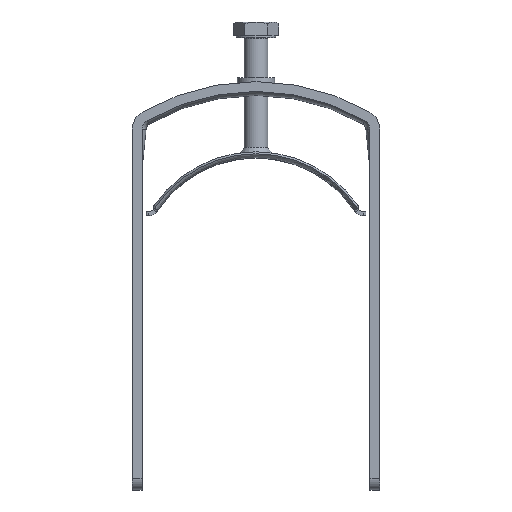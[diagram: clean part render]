
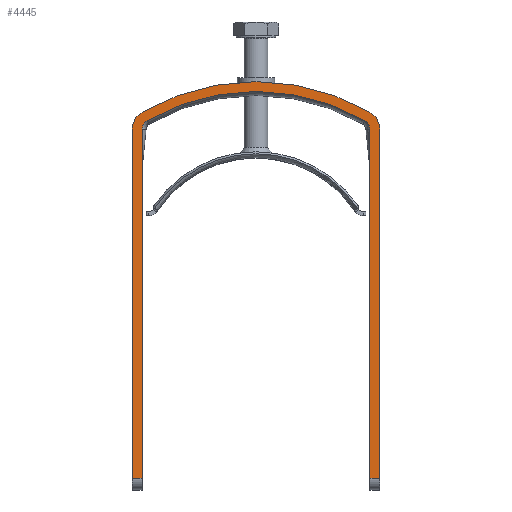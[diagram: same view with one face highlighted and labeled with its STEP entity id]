
A CAD part, top view. The second image highlights one B-rep face of the part: STEP entity #4445.
In plain terms, the highlighted face is planar.
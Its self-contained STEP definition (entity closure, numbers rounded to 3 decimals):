
#277 = FACE_OUTER_BOUND ( 'NONE', #3428, .T. ) ;
#507 = ORIENTED_EDGE ( 'NONE', *, *, #3842, .F. ) ;
#592 = ORIENTED_EDGE ( 'NONE', *, *, #3844, .T. ) ;
#593 = ORIENTED_EDGE ( 'NONE', *, *, #3826, .T. ) ;
#595 = ORIENTED_EDGE ( 'NONE', *, *, #3833, .T. ) ;
#596 = ORIENTED_EDGE ( 'NONE', *, *, #3872, .T. ) ;
#598 = ORIENTED_EDGE ( 'NONE', *, *, #3843, .F. ) ;
#599 = ORIENTED_EDGE ( 'NONE', *, *, #3830, .F. ) ;
#600 = ORIENTED_EDGE ( 'NONE', *, *, #3828, .T. ) ;
#603 = ORIENTED_EDGE ( 'NONE', *, *, #3871, .T. ) ;
#605 = ORIENTED_EDGE ( 'NONE', *, *, #3861, .T. ) ;
#606 = ORIENTED_EDGE ( 'NONE', *, *, #3869, .F. ) ;
#609 = ORIENTED_EDGE ( 'NONE', *, *, #3870, .F. ) ;
#807 = AXIS2_PLACEMENT_3D ( 'NONE', #2517, #2518, #2519 ) ;
#808 = AXIS2_PLACEMENT_3D ( 'NONE', #2523, #2524, #2525 ) ;
#809 = AXIS2_PLACEMENT_3D ( 'NONE', #2529, #2530, #2531 ) ;
#811 = AXIS2_PLACEMENT_3D ( 'NONE', #2539, #2540, #2541 ) ;
#812 = AXIS2_PLACEMENT_3D ( 'NONE', #2561, #2562, #2563 ) ;
#820 = AXIS2_PLACEMENT_3D ( 'NONE', #2628, #2629, #2630 ) ;
#1970 = VECTOR ( 'NONE', #2634, 1000. ) ;
#1972 = VECTOR ( 'NONE', #2632, 1000. ) ;
#1973 = LINE ( 'NONE', #2633, #1970 ) ;
#1974 = VECTOR ( 'NONE', #2621, 1000. ) ;
#1975 = LINE ( 'NONE', #2631, #1972 ) ;
#1978 = CIRCLE ( 'NONE', #820, 58. ) ;
#1986 = LINE ( 'NONE', #2627, #1974 ) ;
#1988 = VECTOR ( 'NONE', #2588, 1000. ) ;
#1993 = LINE ( 'NONE', #2605, #1988 ) ;
#2014 = VECTOR ( 'NONE', #2566, 1000. ) ;
#2016 = VECTOR ( 'NONE', #2564, 1000. ) ;
#2018 = LINE ( 'NONE', #2560, #2016 ) ;
#2020 = CIRCLE ( 'NONE', #812, 5. ) ;
#2022 = LINE ( 'NONE', #2565, #2014 ) ;
#2033 = CIRCLE ( 'NONE', #811, 2.5 ) ;
#2038 = CIRCLE ( 'NONE', #809, 5. ) ;
#2039 = CIRCLE ( 'NONE', #808, 55.5 ) ;
#2046 = CIRCLE ( 'NONE', #807, 2.5 ) ;
#2100 = CARTESIAN_POINT ( 'NONE',  ( 26.5, 12.101, -12.5 ) ) ;
#2102 = PLANE ( 'NONE',  #4852 ) ;
#2105 = DIRECTION ( 'NONE',  ( 0., 0., 1. ) ) ;
#2106 = DIRECTION ( 'NONE',  ( 1., 0., 0. ) ) ;
#2517 = CARTESIAN_POINT ( 'NONE',  ( 26.5, 12.101, -12.5 ) ) ;
#2518 = DIRECTION ( 'NONE',  ( 0., 0., 1. ) ) ;
#2519 = DIRECTION ( 'NONE',  ( 1., 0., 0. ) ) ;
#2523 = CARTESIAN_POINT ( 'NONE',  ( 0., 58., -12.5 ) ) ;
#2524 = DIRECTION ( 'NONE',  ( 0., 0., 1. ) ) ;
#2525 = DIRECTION ( 'NONE',  ( 1., 0., 0. ) ) ;
#2529 = CARTESIAN_POINT ( 'NONE',  ( -26.5, 12.101, -12.5 ) ) ;
#2530 = DIRECTION ( 'NONE',  ( 0., 0., 1. ) ) ;
#2531 = DIRECTION ( 'NONE',  ( -1., 0., 0. ) ) ;
#2539 = CARTESIAN_POINT ( 'NONE',  ( -26.5, 12.101, -12.5 ) ) ;
#2540 = DIRECTION ( 'NONE',  ( 0., 0., 1. ) ) ;
#2541 = DIRECTION ( 'NONE',  ( 1., 0., 0. ) ) ;
#2560 = CARTESIAN_POINT ( 'NONE',  ( -31.5, 107., -12.5 ) ) ;
#2561 = CARTESIAN_POINT ( 'NONE',  ( 26.5, 12.101, -12.5 ) ) ;
#2562 = DIRECTION ( 'NONE',  ( 0., 0., 1. ) ) ;
#2563 = DIRECTION ( 'NONE',  ( 1., 0., 0. ) ) ;
#2564 = DIRECTION ( 'NONE',  ( 0., -1., 0. ) ) ;
#2565 = CARTESIAN_POINT ( 'NONE',  ( 29., 107., -12.5 ) ) ;
#2566 = DIRECTION ( 'NONE',  ( 0., 1., 0. ) ) ;
#2588 = DIRECTION ( 'NONE',  ( 1., 0., 0. ) ) ;
#2605 = CARTESIAN_POINT ( 'NONE',  ( -31.556, 101., -12.5 ) ) ;
#2621 = DIRECTION ( 'NONE',  ( 0., 1., 0. ) ) ;
#2627 = CARTESIAN_POINT ( 'NONE',  ( 31.5, 107., -12.5 ) ) ;
#2628 = CARTESIAN_POINT ( 'NONE',  ( 0., 58., -12.5 ) ) ;
#2629 = DIRECTION ( 'NONE',  ( 0., 0., 1. ) ) ;
#2630 = DIRECTION ( 'NONE',  ( 1., 0., 0. ) ) ;
#2631 = CARTESIAN_POINT ( 'NONE',  ( -31.556, 101., -12.5 ) ) ;
#2632 = DIRECTION ( 'NONE',  ( 1., 0., 0. ) ) ;
#2633 = CARTESIAN_POINT ( 'NONE',  ( -29., 107., -12.5 ) ) ;
#2634 = DIRECTION ( 'NONE',  ( 0., -1., 0. ) ) ;
#3428 = EDGE_LOOP ( 'NONE', ( #605, #609, #507, #606, #599, #598, #603, #596, #595, #600, #593, #592 ) ) ;
#3826 = EDGE_CURVE ( 'NONE', #4057, #4055, #2046, .T. ) ;
#3828 = EDGE_CURVE ( 'NONE', #4063, #4057, #2039, .T. ) ;
#3830 = EDGE_CURVE ( 'NONE', #4052, #4049, #2038, .T. ) ;
#3833 = EDGE_CURVE ( 'NONE', #4058, #4063, #2033, .T. ) ;
#3842 = EDGE_CURVE ( 'NONE', #4054, #4051, #2020, .T. ) ;
#3843 = EDGE_CURVE ( 'NONE', #4065, #4052, #2018, .T. ) ;
#3844 = EDGE_CURVE ( 'NONE', #4055, #4056, #2022, .T. ) ;
#3861 = EDGE_CURVE ( 'NONE', #4056, #4050, #1993, .T. ) ;
#3869 = EDGE_CURVE ( 'NONE', #4049, #4054, #1978, .T. ) ;
#3870 = EDGE_CURVE ( 'NONE', #4051, #4050, #1986, .T. ) ;
#3871 = EDGE_CURVE ( 'NONE', #4065, #4053, #1975, .T. ) ;
#3872 = EDGE_CURVE ( 'NONE', #4053, #4058, #1973, .T. ) ;
#4049 = VERTEX_POINT ( 'NONE', #5272 ) ;
#4050 = VERTEX_POINT ( 'NONE', #5273 ) ;
#4051 = VERTEX_POINT ( 'NONE', #5274 ) ;
#4052 = VERTEX_POINT ( 'NONE', #5275 ) ;
#4053 = VERTEX_POINT ( 'NONE', #5276 ) ;
#4054 = VERTEX_POINT ( 'NONE', #5277 ) ;
#4055 = VERTEX_POINT ( 'NONE', #5278 ) ;
#4056 = VERTEX_POINT ( 'NONE', #5279 ) ;
#4057 = VERTEX_POINT ( 'NONE', #5280 ) ;
#4058 = VERTEX_POINT ( 'NONE', #5281 ) ;
#4063 = VERTEX_POINT ( 'NONE', #5286 ) ;
#4065 = VERTEX_POINT ( 'NONE', #5288 ) ;
#4445 = ADVANCED_FACE ( 'NONE', ( #277 ), #2102, .F. ) ;
#4852 = AXIS2_PLACEMENT_3D ( 'NONE', #2100, #2105, #2106 ) ;
#5272 = CARTESIAN_POINT ( 'NONE',  ( -29., 7.771, -12.5 ) ) ;
#5273 = CARTESIAN_POINT ( 'NONE',  ( 31.5, 101., -12.5 ) ) ;
#5274 = CARTESIAN_POINT ( 'NONE',  ( 31.5, 12.101, -12.5 ) ) ;
#5275 = CARTESIAN_POINT ( 'NONE',  ( -31.5, 12.101, -12.5 ) ) ;
#5276 = CARTESIAN_POINT ( 'NONE',  ( -29., 101., -12.5 ) ) ;
#5277 = CARTESIAN_POINT ( 'NONE',  ( 29., 7.771, -12.5 ) ) ;
#5278 = CARTESIAN_POINT ( 'NONE',  ( 29., 12.101, -12.5 ) ) ;
#5279 = CARTESIAN_POINT ( 'NONE',  ( 29., 101., -12.5 ) ) ;
#5280 = CARTESIAN_POINT ( 'NONE',  ( 27.75, 9.936, -12.5 ) ) ;
#5281 = CARTESIAN_POINT ( 'NONE',  ( -29., 12.101, -12.5 ) ) ;
#5286 = CARTESIAN_POINT ( 'NONE',  ( -27.75, 9.936, -12.5 ) ) ;
#5288 = CARTESIAN_POINT ( 'NONE',  ( -31.5, 101., -12.5 ) ) ;
